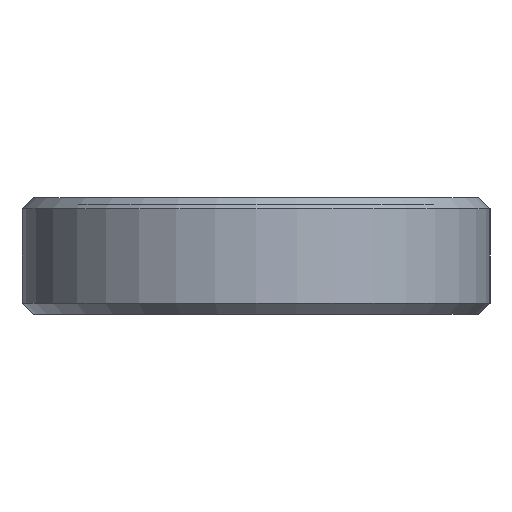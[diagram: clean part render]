
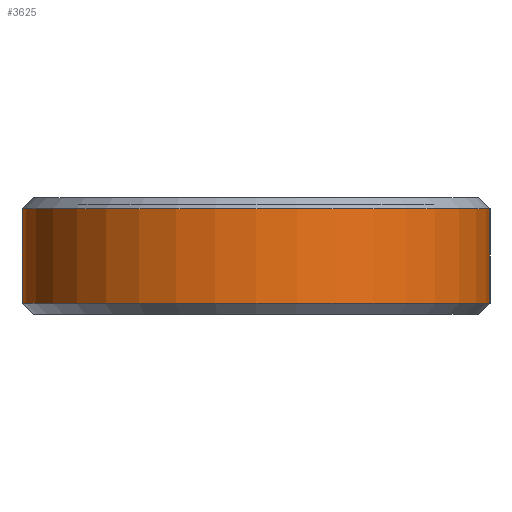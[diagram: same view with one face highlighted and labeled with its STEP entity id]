
A CAD part, left-side view. The second image highlights one B-rep face of the part: STEP entity #3625.
In plain terms, the highlighted cylindrical face has radius 6.25 mm (diameter 12.5 mm), a partial arc.
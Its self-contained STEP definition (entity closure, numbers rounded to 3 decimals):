
#45 = CONICAL_SURFACE('',#46,6.25,0.785);
#46 = AXIS2_PLACEMENT_3D('',#47,#48,#49);
#47 = CARTESIAN_POINT('',(0.,0.,0.3));
#48 = DIRECTION('',(0.,0.,1.));
#49 = DIRECTION('',(0.,1.,0.));
#1322 = VERTEX_POINT('',#1323);
#1323 = CARTESIAN_POINT('',(0.,6.25,0.3));
#1346 = VERTEX_POINT('',#1347);
#1347 = CARTESIAN_POINT('',(0.,-6.25,0.3));
#1368 = EDGE_CURVE('',#1322,#1346,#1369,.T.);
#1369 = SURFACE_CURVE('',#1370,(#1375,#1382),.PCURVE_S1.);
#1370 = CIRCLE('',#1371,6.25);
#1371 = AXIS2_PLACEMENT_3D('',#1372,#1373,#1374);
#1372 = CARTESIAN_POINT('',(0.,0.,0.3));
#1373 = DIRECTION('',(0.,-0.,1.));
#1374 = DIRECTION('',(0.,1.,0.));
#1375 = PCURVE('',#45,#1376);
#1376 = DEFINITIONAL_REPRESENTATION('',(#1377),#1381);
#1377 = LINE('',#1378,#1379);
#1378 = CARTESIAN_POINT('',(0.,0.));
#1379 = VECTOR('',#1380,1.);
#1380 = DIRECTION('',(1.,0.));
#1381 = ( GEOMETRIC_REPRESENTATION_CONTEXT(2) 
PARAMETRIC_REPRESENTATION_CONTEXT() REPRESENTATION_CONTEXT('2D SPACE',''
  ) );
#1382 = PCURVE('',#1383,#1388);
#1383 = CYLINDRICAL_SURFACE('',#1384,6.25);
#1384 = AXIS2_PLACEMENT_3D('',#1385,#1386,#1387);
#1385 = CARTESIAN_POINT('',(0.,0.,0.));
#1386 = DIRECTION('',(-0.,-0.,-1.));
#1387 = DIRECTION('',(1.,0.,0.));
#1388 = DEFINITIONAL_REPRESENTATION('',(#1389),#1393);
#1389 = LINE('',#1390,#1391);
#1390 = CARTESIAN_POINT('',(-1.571,-0.3));
#1391 = VECTOR('',#1392,1.);
#1392 = DIRECTION('',(-1.,0.));
#1393 = ( GEOMETRIC_REPRESENTATION_CONTEXT(2) 
PARAMETRIC_REPRESENTATION_CONTEXT() REPRESENTATION_CONTEXT('2D SPACE',''
  ) );
#1437 = PLANE('',#1438);
#1438 = AXIS2_PLACEMENT_3D('',#1439,#1440,#1441);
#1439 = CARTESIAN_POINT('',(0.,6.25,0.));
#1440 = DIRECTION('',(0.,1.,0.));
#1441 = DIRECTION('',(1.,0.,0.));
#1491 = PLANE('',#1492);
#1492 = AXIS2_PLACEMENT_3D('',#1493,#1494,#1495);
#1493 = CARTESIAN_POINT('',(0.,-6.25,0.));
#1494 = DIRECTION('',(0.,1.,0.));
#1495 = DIRECTION('',(1.,0.,0.));
#3625 = ADVANCED_FACE('',(#3626),#1383,.T.);
#3626 = FACE_BOUND('',#3627,.F.);
#3627 = EDGE_LOOP('',(#3628,#3651,#3680,#3701));
#3628 = ORIENTED_EDGE('',*,*,#3629,.T.);
#3629 = EDGE_CURVE('',#1322,#3630,#3632,.T.);
#3630 = VERTEX_POINT('',#3631);
#3631 = CARTESIAN_POINT('',(0.,6.25,2.825));
#3632 = SURFACE_CURVE('',#3633,(#3637,#3644),.PCURVE_S1.);
#3633 = LINE('',#3634,#3635);
#3634 = CARTESIAN_POINT('',(0.,6.25,0.));
#3635 = VECTOR('',#3636,1.);
#3636 = DIRECTION('',(0.,0.,1.));
#3637 = PCURVE('',#1383,#3638);
#3638 = DEFINITIONAL_REPRESENTATION('',(#3639),#3643);
#3639 = LINE('',#3640,#3641);
#3640 = CARTESIAN_POINT('',(-1.571,0.));
#3641 = VECTOR('',#3642,1.);
#3642 = DIRECTION('',(-0.,-1.));
#3643 = ( GEOMETRIC_REPRESENTATION_CONTEXT(2) 
PARAMETRIC_REPRESENTATION_CONTEXT() REPRESENTATION_CONTEXT('2D SPACE',''
  ) );
#3644 = PCURVE('',#1437,#3645);
#3645 = DEFINITIONAL_REPRESENTATION('',(#3646),#3650);
#3646 = LINE('',#3647,#3648);
#3647 = CARTESIAN_POINT('',(0.,0.));
#3648 = VECTOR('',#3649,1.);
#3649 = DIRECTION('',(0.,-1.));
#3650 = ( GEOMETRIC_REPRESENTATION_CONTEXT(2) 
PARAMETRIC_REPRESENTATION_CONTEXT() REPRESENTATION_CONTEXT('2D SPACE',''
  ) );
#3651 = ORIENTED_EDGE('',*,*,#3652,.T.);
#3652 = EDGE_CURVE('',#3630,#3653,#3655,.T.);
#3653 = VERTEX_POINT('',#3654);
#3654 = CARTESIAN_POINT('',(0.,-6.25,2.825));
#3655 = SURFACE_CURVE('',#3656,(#3661,#3668),.PCURVE_S1.);
#3656 = CIRCLE('',#3657,6.25);
#3657 = AXIS2_PLACEMENT_3D('',#3658,#3659,#3660);
#3658 = CARTESIAN_POINT('',(0.,0.,2.825));
#3659 = DIRECTION('',(0.,-0.,1.));
#3660 = DIRECTION('',(0.,1.,0.));
#3661 = PCURVE('',#1383,#3662);
#3662 = DEFINITIONAL_REPRESENTATION('',(#3663),#3667);
#3663 = LINE('',#3664,#3665);
#3664 = CARTESIAN_POINT('',(-1.571,-2.825));
#3665 = VECTOR('',#3666,1.);
#3666 = DIRECTION('',(-1.,0.));
#3667 = ( GEOMETRIC_REPRESENTATION_CONTEXT(2) 
PARAMETRIC_REPRESENTATION_CONTEXT() REPRESENTATION_CONTEXT('2D SPACE',''
  ) );
#3668 = PCURVE('',#3669,#3674);
#3669 = CONICAL_SURFACE('',#3670,6.25,0.785);
#3670 = AXIS2_PLACEMENT_3D('',#3671,#3672,#3673);
#3671 = CARTESIAN_POINT('',(0.,0.,2.825));
#3672 = DIRECTION('',(-0.,-0.,-1.));
#3673 = DIRECTION('',(0.,1.,0.));
#3674 = DEFINITIONAL_REPRESENTATION('',(#3675),#3679);
#3675 = LINE('',#3676,#3677);
#3676 = CARTESIAN_POINT('',(-0.,-0.));
#3677 = VECTOR('',#3678,1.);
#3678 = DIRECTION('',(-1.,-0.));
#3679 = ( GEOMETRIC_REPRESENTATION_CONTEXT(2) 
PARAMETRIC_REPRESENTATION_CONTEXT() REPRESENTATION_CONTEXT('2D SPACE',''
  ) );
#3680 = ORIENTED_EDGE('',*,*,#3681,.F.);
#3681 = EDGE_CURVE('',#1346,#3653,#3682,.T.);
#3682 = SURFACE_CURVE('',#3683,(#3687,#3694),.PCURVE_S1.);
#3683 = LINE('',#3684,#3685);
#3684 = CARTESIAN_POINT('',(0.,-6.25,0.));
#3685 = VECTOR('',#3686,1.);
#3686 = DIRECTION('',(0.,0.,1.));
#3687 = PCURVE('',#1383,#3688);
#3688 = DEFINITIONAL_REPRESENTATION('',(#3689),#3693);
#3689 = LINE('',#3690,#3691);
#3690 = CARTESIAN_POINT('',(-4.712,0.));
#3691 = VECTOR('',#3692,1.);
#3692 = DIRECTION('',(-0.,-1.));
#3693 = ( GEOMETRIC_REPRESENTATION_CONTEXT(2) 
PARAMETRIC_REPRESENTATION_CONTEXT() REPRESENTATION_CONTEXT('2D SPACE',''
  ) );
#3694 = PCURVE('',#1491,#3695);
#3695 = DEFINITIONAL_REPRESENTATION('',(#3696),#3700);
#3696 = LINE('',#3697,#3698);
#3697 = CARTESIAN_POINT('',(0.,0.));
#3698 = VECTOR('',#3699,1.);
#3699 = DIRECTION('',(0.,-1.));
#3700 = ( GEOMETRIC_REPRESENTATION_CONTEXT(2) 
PARAMETRIC_REPRESENTATION_CONTEXT() REPRESENTATION_CONTEXT('2D SPACE',''
  ) );
#3701 = ORIENTED_EDGE('',*,*,#1368,.F.);
